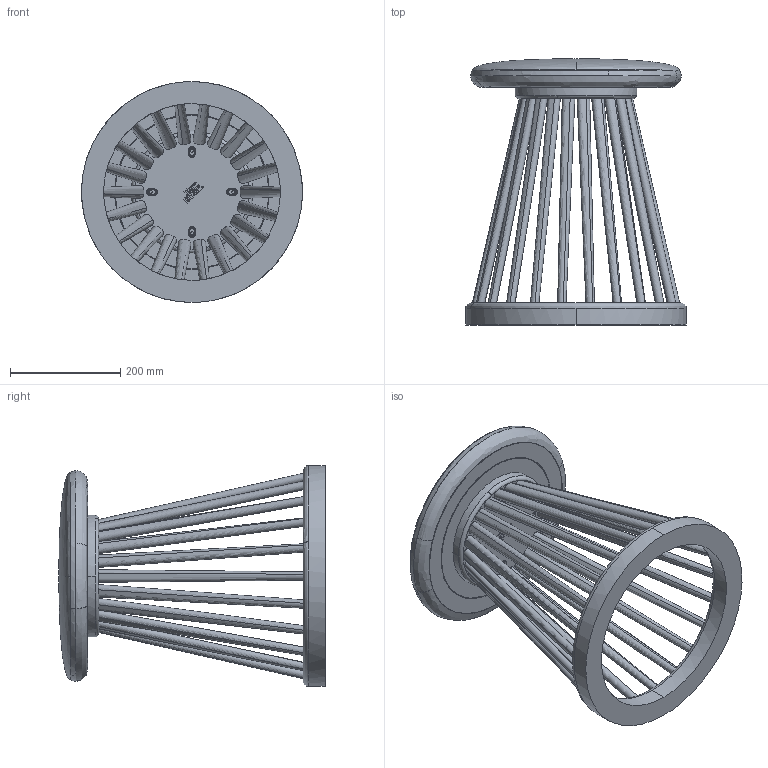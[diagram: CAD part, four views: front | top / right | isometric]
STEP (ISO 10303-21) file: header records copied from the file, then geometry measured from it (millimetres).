
FILE_DESCRIPTION(/* description */ (''),/* implementation_level */ '2;1');
FILE_NAME(/* name */ 'Fan Stool',/* time_stamp */ '2022-07-14T15:42:01+01:00',/* author */ (''),/* organization */ (''),/* preprocessor_version */ 'ST-DEVELOPER v16.5',/* originating_system */ '',/* authorisation */ '');
FILE_SCHEMA (('AUTOMOTIVE_DESIGN'));
Length unit declared in the file: millimetre
Products named in the file (1): Document
Bounding box: 399.83 x 482 x 400 mm (x, y, z)
Volume: 6627054.6 mm3; surface area: 1821503.7 mm2
Topology: 26 solids, 28 shells, 400 faces, 958 edges, 670 vertices
Faces by surface type: bspline 221, plane 179
Entity records: 23744 total; most frequent: CARTESIAN_POINT 17009, ORIENTED_EDGE 1904, EDGE_CURVE 952, B_SPLINE_CURVE_WITH_KNOTS 817, VERTEX_POINT 670, EDGE_LOOP 480, ADVANCED_FACE 400, FACE_OUTER_BOUND 400
